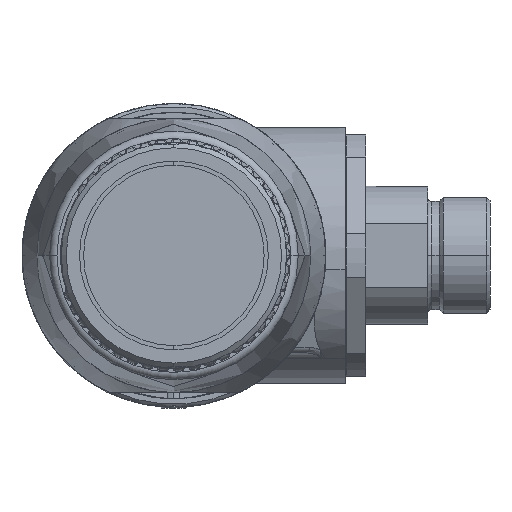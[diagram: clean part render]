
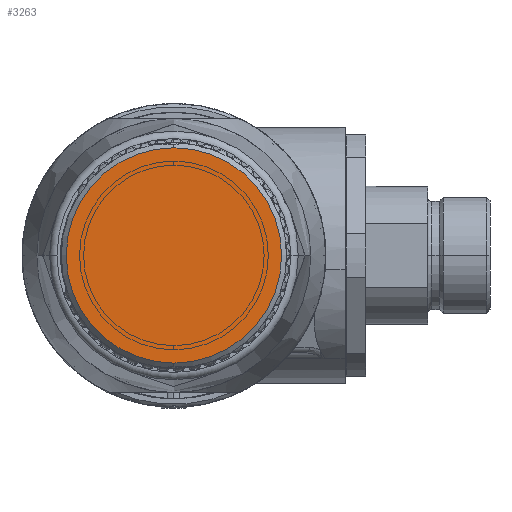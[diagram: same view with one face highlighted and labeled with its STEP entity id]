
A CAD part, left-side view. The second image highlights one B-rep face of the part: STEP entity #3263.
In plain terms, the highlighted planar face has unit normal (-1, 0, 0).
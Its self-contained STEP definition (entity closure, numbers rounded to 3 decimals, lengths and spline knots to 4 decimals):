
#987=CARTESIAN_POINT('',(-0.6676,0.,0.));
#988=DIRECTION('',(1.,0.,0.));
#989=DIRECTION('',(0.,0.,1.));
#990=AXIS2_PLACEMENT_3D('',#987,#988,#989);
#1001=CARTESIAN_POINT('',(-0.6676,0.,0.));
#1002=DIRECTION('',(-1.,0.,0.));
#1003=DIRECTION('',(0.,0.,1.));
#1004=AXIS2_PLACEMENT_3D('',#1001,#1002,#1003);
#1531=CARTESIAN_POINT('',(-0.6676,0.,0.865));
#1532=CARTESIAN_POINT('',(-0.6676,0.,-0.865));
#1533=VERTEX_POINT('',#1531);
#1534=VERTEX_POINT('',#1532);
#3254=CARTESIAN_POINT('',(-0.6676,0.,0.));
#3255=DIRECTION('',(-1.,0.,0.));
#3256=DIRECTION('',(0.,0.,-1.));
#3257=AXIS2_PLACEMENT_3D('',#3254,#3255,#3256);
#3258=PLANE('',#3257);
#3259=ORIENTED_EDGE('',*,*,#3248,.F.);
#3260=ORIENTED_EDGE('',*,*,#3234,.T.);
#3261=EDGE_LOOP('',(#3259,#3260));
#3262=FACE_OUTER_BOUND('',#3261,.F.);
#3263=ADVANCED_FACE('',(#3262),#3258,.T.);
#991=CIRCLE('',#990,0.865);
#1005=CIRCLE('',#1004,0.865);
#3234=EDGE_CURVE('',#1533,#1534,#991,.T.);
#3248=EDGE_CURVE('',#1533,#1534,#1005,.T.);
